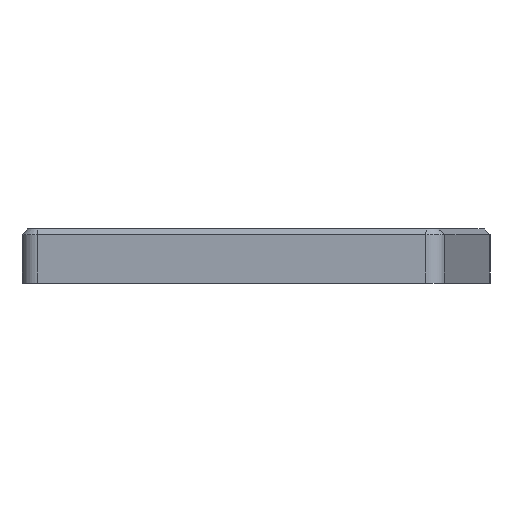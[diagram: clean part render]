
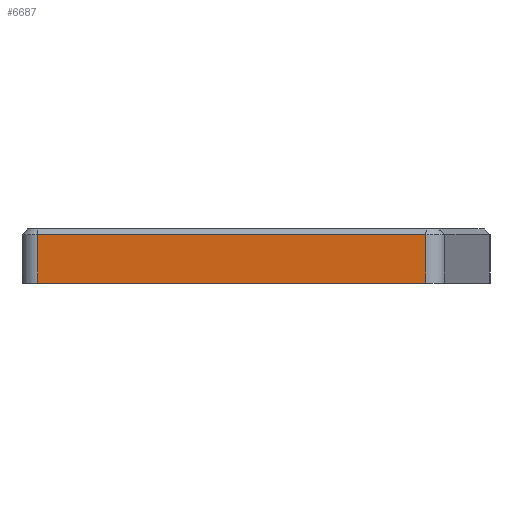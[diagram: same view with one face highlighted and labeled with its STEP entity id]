
A CAD part, left-side view. The second image highlights one B-rep face of the part: STEP entity #6687.
In plain terms, the highlighted planar face has unit normal (-0.996, 0.094, 0).
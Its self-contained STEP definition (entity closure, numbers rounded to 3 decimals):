
#266=PLANE('',#7303);
#566=FACE_OUTER_BOUND('',#979,.T.);
#979=EDGE_LOOP('',(#5444,#5445,#5446,#5447));
#1569=LINE('',#10876,#2218);
#1583=LINE('',#10915,#2232);
#1584=LINE('',#10919,#2233);
#1585=LINE('',#10920,#2234);
#2218=VECTOR('',#8824,10.);
#2232=VECTOR('',#8868,10.);
#2233=VECTOR('',#8873,10.);
#2234=VECTOR('',#8874,10.);
#3174=VERTEX_POINT('',#10870);
#3175=VERTEX_POINT('',#10874);
#3185=VERTEX_POINT('',#10914);
#3186=VERTEX_POINT('',#10918);
#3997=EDGE_CURVE('',#3175,#3174,#1569,.T.);
#4016=EDGE_CURVE('',#3174,#3185,#1583,.T.);
#4018=EDGE_CURVE('',#3186,#3175,#1584,.T.);
#4019=EDGE_CURVE('',#3185,#3186,#1585,.T.);
#5444=ORIENTED_EDGE('',*,*,#3997,.F.);
#5445=ORIENTED_EDGE('',*,*,#4018,.F.);
#5446=ORIENTED_EDGE('',*,*,#4019,.F.);
#5447=ORIENTED_EDGE('',*,*,#4016,.F.);
#6687=ADVANCED_FACE('',(#566),#266,.T.);
#7303=AXIS2_PLACEMENT_3D('',#10917,#8871,#8872);
#8824=DIRECTION('',(-0.094,-0.996,0.));
#8868=DIRECTION('',(0.,0.,-1.));
#8871=DIRECTION('center_axis',(-0.996,0.094,0.));
#8872=DIRECTION('ref_axis',(0.094,0.996,0.));
#8873=DIRECTION('',(0.,0.,1.));
#8874=DIRECTION('',(0.094,0.996,0.));
#10870=CARTESIAN_POINT('',(-26.724,-88.514,5.3));
#10874=CARTESIAN_POINT('',(-17.131,13.447,5.3));
#10876=CARTESIAN_POINT('',(-24.081,-60.423,5.3));
#10914=CARTESIAN_POINT('',(-26.724,-88.514,-7.445));
#10915=CARTESIAN_POINT('',(-26.724,-88.514,0.));
#10917=CARTESIAN_POINT('Origin',(-27.187,-93.436,0.));
#10918=CARTESIAN_POINT('',(-17.131,13.447,-7.445));
#10919=CARTESIAN_POINT('',(-17.131,13.447,0.));
#10920=CARTESIAN_POINT('',(-24.081,-60.423,-7.445));
